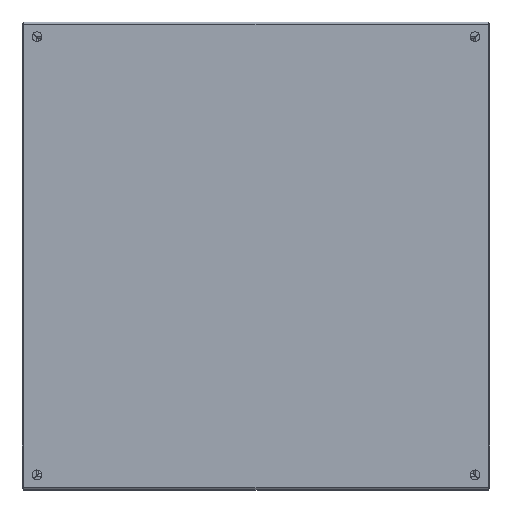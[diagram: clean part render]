
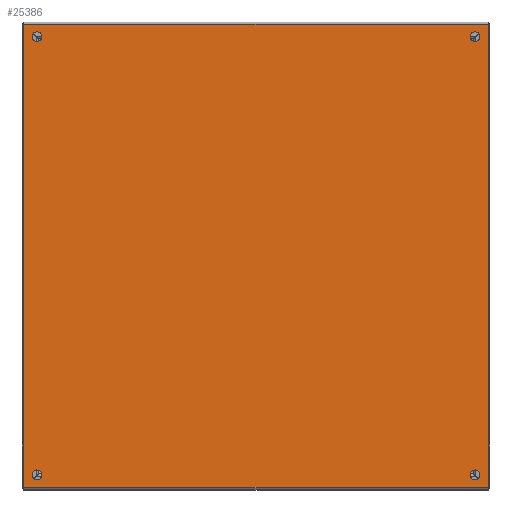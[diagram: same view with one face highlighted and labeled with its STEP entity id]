
A CAD part, top view. The second image highlights one B-rep face of the part: STEP entity #25386.
In plain terms, the highlighted face is planar.
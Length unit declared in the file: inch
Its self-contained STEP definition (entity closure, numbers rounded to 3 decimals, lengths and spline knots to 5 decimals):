
#418 = VECTOR ( 'NONE', #25818, 39.37008 ) ;
#1087 = AXIS2_PLACEMENT_3D ( 'NONE', #46530, #56210, #67512 ) ;
#1299 = ORIENTED_EDGE ( 'NONE', *, *, #17663, .T. ) ;
#1718 = CARTESIAN_POINT ( 'NONE',  ( 0., 0.75, -11.25 ) ) ;
#2427 = CIRCLE ( 'NONE', #5730, 0.25 ) ;
#2632 = CARTESIAN_POINT ( 'NONE',  ( 0., 23.928, -11.892 ) ) ;
#3756 = CARTESIAN_POINT ( 'NONE',  ( 0., 23., -11.25 ) ) ;
#4213 = DIRECTION ( 'NONE',  ( 1., 0., 0. ) ) ;
#4354 = VERTEX_POINT ( 'NONE', #45715 ) ;
#4906 = CARTESIAN_POINT ( 'NONE',  ( 0., 0.072, 11.928 ) ) ;
#4966 = EDGE_CURVE ( 'NONE', #33743, #57465, #24887, .T. ) ;
#5730 = AXIS2_PLACEMENT_3D ( 'NONE', #14242, #7745, #45669 ) ;
#5778 = EDGE_CURVE ( 'NONE', #4354, #16051, #14250, .T. ) ;
#5987 = ORIENTED_EDGE ( 'NONE', *, *, #5778, .T. ) ;
#5989 = FACE_BOUND ( 'NONE', #23864, .T. ) ;
#6163 = EDGE_LOOP ( 'NONE', ( #1299, #17020 ) ) ;
#7745 = DIRECTION ( 'NONE',  ( 1., 0., 0. ) ) ;
#8726 = CARTESIAN_POINT ( 'NONE',  ( 0., 23.928, 11.892 ) ) ;
#9644 = DIRECTION ( 'NONE',  ( 0., -1., 0. ) ) ;
#9712 = CARTESIAN_POINT ( 'NONE',  ( 0., 0.75, -11.25 ) ) ;
#9780 = VERTEX_POINT ( 'NONE', #20277 ) ;
#10065 = LINE ( 'NONE', #4906, #418 ) ;
#10804 = CARTESIAN_POINT ( 'NONE',  ( 0., 23.5, -11.25 ) ) ;
#11020 = CARTESIAN_POINT ( 'NONE',  ( 0., 23.25, 11.25 ) ) ;
#11046 = DIRECTION ( 'NONE',  ( 1., 0., 0. ) ) ;
#11142 = PLANE ( 'NONE',  #41527 ) ;
#11373 = DIRECTION ( 'NONE',  ( 1., 0., 0. ) ) ;
#11876 = ORIENTED_EDGE ( 'NONE', *, *, #53277, .T. ) ;
#12306 = LINE ( 'NONE', #27777, #46211 ) ;
#12427 = EDGE_CURVE ( 'NONE', #27137, #56329, #2427, .T. ) ;
#12708 = DIRECTION ( 'NONE',  ( 0., -1., 0. ) ) ;
#13404 = DIRECTION ( 'NONE',  ( 1., 0., 0. ) ) ;
#14242 = CARTESIAN_POINT ( 'NONE',  ( 0., 0.75, 11.25 ) ) ;
#14250 = CIRCLE ( 'NONE', #1087, 0.25 ) ;
#14549 = DIRECTION ( 'NONE',  ( 0., -1., 0. ) ) ;
#15775 = ORIENTED_EDGE ( 'NONE', *, *, #40598, .T. ) ;
#16051 = VERTEX_POINT ( 'NONE', #23141 ) ;
#16616 = ORIENTED_EDGE ( 'NONE', *, *, #32525, .T. ) ;
#16810 = AXIS2_PLACEMENT_3D ( 'NONE', #1718, #13404, #12708 ) ;
#17020 = ORIENTED_EDGE ( 'NONE', *, *, #37359, .T. ) ;
#17502 = VERTEX_POINT ( 'NONE', #10804 ) ;
#17592 = FACE_OUTER_BOUND ( 'NONE', #25403, .T. ) ;
#17663 = EDGE_CURVE ( 'NONE', #9780, #18259, #50475, .T. ) ;
#18259 = VERTEX_POINT ( 'NONE', #64771 ) ;
#20277 = CARTESIAN_POINT ( 'NONE',  ( 0., 0.5, -11.25 ) ) ;
#20341 = VERTEX_POINT ( 'NONE', #8726 ) ;
#22543 = DIRECTION ( 'NONE',  ( 0., 0., -1. ) ) ;
#23141 = CARTESIAN_POINT ( 'NONE',  ( 0., 23., 11.25 ) ) ;
#23839 = CARTESIAN_POINT ( 'NONE',  ( 0., 23.928, -11.892 ) ) ;
#23864 = EDGE_LOOP ( 'NONE', ( #15775, #35791 ) ) ;
#24159 = VERTEX_POINT ( 'NONE', #3756 ) ;
#24887 = LINE ( 'NONE', #2632, #45856 ) ;
#25386 = ADVANCED_FACE ( 'NONE', ( #17592, #43569, #5989, #64579, #38483 ), #11142, .F. ) ;
#25403 = EDGE_LOOP ( 'NONE', ( #50948, #54020, #39108, #11876 ) ) ;
#25818 = DIRECTION ( 'NONE',  ( 0., 0., 1. ) ) ;
#27137 = VERTEX_POINT ( 'NONE', #51094 ) ;
#27147 = AXIS2_PLACEMENT_3D ( 'NONE', #66753, #35858, #56788 ) ;
#27777 = CARTESIAN_POINT ( 'NONE',  ( 0., 23.928, -11.928 ) ) ;
#27818 = LINE ( 'NONE', #48646, #64426 ) ;
#28857 = CIRCLE ( 'NONE', #45213, 0.25 ) ;
#29235 = CARTESIAN_POINT ( 'NONE',  ( 0., 0.75, 11.25 ) ) ;
#29377 = EDGE_LOOP ( 'NONE', ( #16616, #46858 ) ) ;
#30432 = CARTESIAN_POINT ( 'NONE',  ( 0., 0.072, 11.892 ) ) ;
#31943 = CARTESIAN_POINT ( 'NONE',  ( 0., 0.5, 11.25 ) ) ;
#32245 = ORIENTED_EDGE ( 'NONE', *, *, #58267, .T. ) ;
#32318 = DIRECTION ( 'NONE',  ( 0., -1., 0. ) ) ;
#32525 = EDGE_CURVE ( 'NONE', #56329, #27137, #44066, .T. ) ;
#33743 = VERTEX_POINT ( 'NONE', #36282 ) ;
#35791 = ORIENTED_EDGE ( 'NONE', *, *, #37193, .T. ) ;
#35858 = DIRECTION ( 'NONE',  ( 1., 0., 0. ) ) ;
#36282 = CARTESIAN_POINT ( 'NONE',  ( 0., 0.072, -11.892 ) ) ;
#37193 = EDGE_CURVE ( 'NONE', #17502, #24159, #28857, .T. ) ;
#37359 = EDGE_CURVE ( 'NONE', #18259, #9780, #38708, .T. ) ;
#38122 = CIRCLE ( 'NONE', #61194, 0.25 ) ;
#38483 = FACE_BOUND ( 'NONE', #61140, .T. ) ;
#38708 = CIRCLE ( 'NONE', #16810, 0.25 ) ;
#39108 = ORIENTED_EDGE ( 'NONE', *, *, #4966, .F. ) ;
#40598 = EDGE_CURVE ( 'NONE', #24159, #17502, #67679, .T. ) ;
#41527 = AXIS2_PLACEMENT_3D ( 'NONE', #50489, #49780, #55324 ) ;
#42412 = VERTEX_POINT ( 'NONE', #30432 ) ;
#43440 = DIRECTION ( 'NONE',  ( 0., -1., 0. ) ) ;
#43569 = FACE_BOUND ( 'NONE', #6163, .T. ) ;
#44066 = CIRCLE ( 'NONE', #55042, 0.25 ) ;
#44407 = DIRECTION ( 'NONE',  ( 0., 1., 0. ) ) ;
#45213 = AXIS2_PLACEMENT_3D ( 'NONE', #58005, #11046, #32318 ) ;
#45669 = DIRECTION ( 'NONE',  ( 0., -1., 0. ) ) ;
#45715 = CARTESIAN_POINT ( 'NONE',  ( 0., 23.5, 11.25 ) ) ;
#45856 = VECTOR ( 'NONE', #44407, 39.37008 ) ;
#46211 = VECTOR ( 'NONE', #22543, 39.37008 ) ;
#46530 = CARTESIAN_POINT ( 'NONE',  ( 0., 23.25, 11.25 ) ) ;
#46858 = ORIENTED_EDGE ( 'NONE', *, *, #12427, .T. ) ;
#48646 = CARTESIAN_POINT ( 'NONE',  ( 0., 0.072, 11.892 ) ) ;
#49459 = EDGE_CURVE ( 'NONE', #20341, #57465, #12306, .T. ) ;
#49780 = DIRECTION ( 'NONE',  ( 1., 0., 0. ) ) ;
#50475 = CIRCLE ( 'NONE', #62538, 0.25 ) ;
#50489 = CARTESIAN_POINT ( 'NONE',  ( 0., 0.072, 11.928 ) ) ;
#50948 = ORIENTED_EDGE ( 'NONE', *, *, #57143, .F. ) ;
#51094 = CARTESIAN_POINT ( 'NONE',  ( 0., 1., 11.25 ) ) ;
#53277 = EDGE_CURVE ( 'NONE', #33743, #42412, #10065, .T. ) ;
#54020 = ORIENTED_EDGE ( 'NONE', *, *, #49459, .T. ) ;
#55042 = AXIS2_PLACEMENT_3D ( 'NONE', #29235, #56590, #9644 ) ;
#55324 = DIRECTION ( 'NONE',  ( 0., -1., 0. ) ) ;
#56210 = DIRECTION ( 'NONE',  ( 1., 0., 0. ) ) ;
#56329 = VERTEX_POINT ( 'NONE', #31943 ) ;
#56590 = DIRECTION ( 'NONE',  ( 1., 0., 0. ) ) ;
#56788 = DIRECTION ( 'NONE',  ( 0., -1., 0. ) ) ;
#57143 = EDGE_CURVE ( 'NONE', #20341, #42412, #27818, .T. ) ;
#57465 = VERTEX_POINT ( 'NONE', #23839 ) ;
#58005 = CARTESIAN_POINT ( 'NONE',  ( 0., 23.25, -11.25 ) ) ;
#58267 = EDGE_CURVE ( 'NONE', #16051, #4354, #38122, .T. ) ;
#61140 = EDGE_LOOP ( 'NONE', ( #32245, #5987 ) ) ;
#61194 = AXIS2_PLACEMENT_3D ( 'NONE', #11020, #11373, #62451 ) ;
#62451 = DIRECTION ( 'NONE',  ( 0., -1., 0. ) ) ;
#62538 = AXIS2_PLACEMENT_3D ( 'NONE', #9712, #4213, #14549 ) ;
#64426 = VECTOR ( 'NONE', #43440, 39.37008 ) ;
#64579 = FACE_BOUND ( 'NONE', #29377, .T. ) ;
#64771 = CARTESIAN_POINT ( 'NONE',  ( 0., 1., -11.25 ) ) ;
#66753 = CARTESIAN_POINT ( 'NONE',  ( 0., 23.25, -11.25 ) ) ;
#67512 = DIRECTION ( 'NONE',  ( 0., -1., 0. ) ) ;
#67679 = CIRCLE ( 'NONE', #27147, 0.25 ) ;
